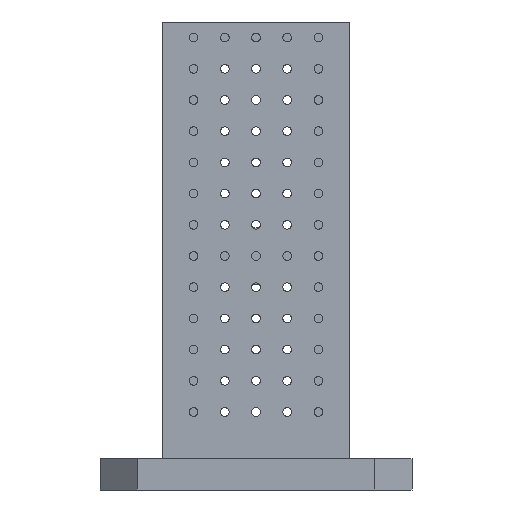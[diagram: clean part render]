
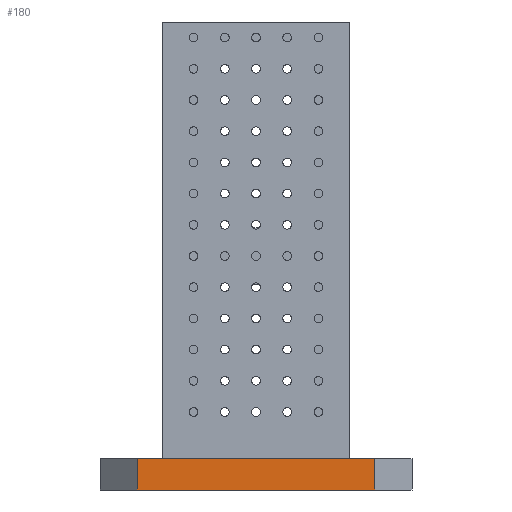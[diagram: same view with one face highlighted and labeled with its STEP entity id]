
A CAD part, left-side view. The second image highlights one B-rep face of the part: STEP entity #180.
In plain terms, the highlighted planar face has unit normal (-1, 0, 0).
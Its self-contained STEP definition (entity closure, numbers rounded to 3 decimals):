
#180 = ADVANCED_FACE( '', ( #1289 ), #1290, .F. );
#1289 = FACE_OUTER_BOUND( '', #3162, .T. );
#1290 = PLANE( '', #3163 );
#3162 = EDGE_LOOP( '', ( #5752, #5753, #5754, #5755 ) );
#3163 = AXIS2_PLACEMENT_3D( '', #5756, #5757, #5758 );
#5752 = ORIENTED_EDGE( '', *, *, #8794, .F. );
#5753 = ORIENTED_EDGE( '', *, *, #8799, .T. );
#5754 = ORIENTED_EDGE( '', *, *, #8309, .T. );
#5755 = ORIENTED_EDGE( '', *, *, #8041, .T. );
#5756 = CARTESIAN_POINT( '', ( -250., 250., 50. ) );
#5757 = DIRECTION( '', ( 1., 0., 0. ) );
#5758 = DIRECTION( '', ( 0., 1., 0. ) );
#8041 = EDGE_CURVE( '', #9038, #9035, #9039, .T. );
#8309 = EDGE_CURVE( '', #9530, #9038, #9531, .T. );
#8794 = EDGE_CURVE( '', #10421, #9035, #10423, .T. );
#8799 = EDGE_CURVE( '', #10421, #9530, #10431, .T. );
#9035 = VERTEX_POINT( '', #10814 );
#9038 = VERTEX_POINT( '', #10818 );
#9039 = LINE( '', #10819, #10820 );
#9530 = VERTEX_POINT( '', #11414 );
#9531 = LINE( '', #11415, #11416 );
#10421 = VERTEX_POINT( '', #12424 );
#10423 = LINE( '', #12427, #12428 );
#10431 = LINE( '', #12440, #12441 );
#10814 = CARTESIAN_POINT( '', ( -250., -190., 50. ) );
#10818 = CARTESIAN_POINT( '', ( -250., -190., 0. ) );
#10819 = CARTESIAN_POINT( '', ( -250., -190., 50. ) );
#10820 = VECTOR( '', #12829, 1000. );
#11414 = CARTESIAN_POINT( '', ( -250., 190., 0. ) );
#11415 = CARTESIAN_POINT( '', ( -250., 250., 0. ) );
#11416 = VECTOR( '', #13425, 1000. );
#12424 = CARTESIAN_POINT( '', ( -250., 190., 50. ) );
#12427 = CARTESIAN_POINT( '', ( -250., 250., 50. ) );
#12428 = VECTOR( '', #14640, 1000. );
#12440 = CARTESIAN_POINT( '', ( -250., 190., 50. ) );
#12441 = VECTOR( '', #14645, 1000. );
#12829 = DIRECTION( '', ( 0., 0., 1. ) );
#13425 = DIRECTION( '', ( 0., -1., 0. ) );
#14640 = DIRECTION( '', ( 0., -1., 0. ) );
#14645 = DIRECTION( '', ( 0., 0., -1. ) );
